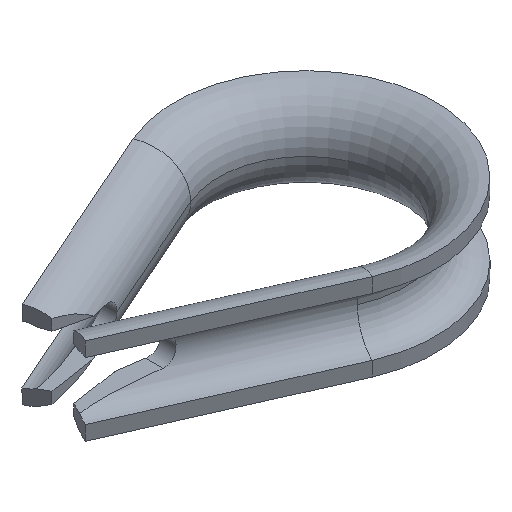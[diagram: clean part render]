
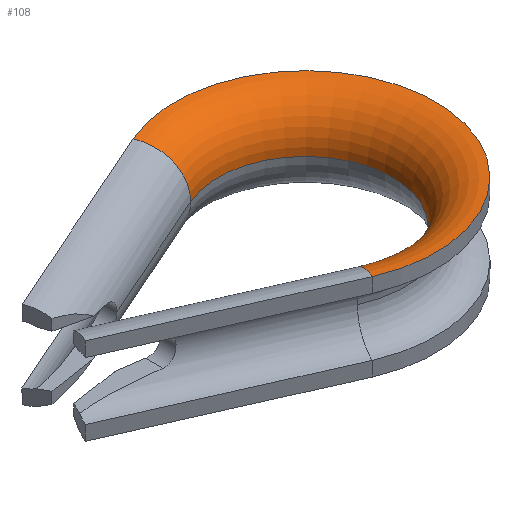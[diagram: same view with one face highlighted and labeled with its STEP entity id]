
A CAD part, isometric view. The second image highlights one B-rep face of the part: STEP entity #108.
In plain terms, the highlighted toroidal (fillet/blend) face has major radius 18 mm and minor radius 6 mm.
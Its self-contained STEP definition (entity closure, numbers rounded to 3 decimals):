
#7 = AXIS2_PLACEMENT_3D ( 'NONE', #13, #179, #575 ) ;
#13 = CARTESIAN_POINT ( 'NONE',  ( 0., 0., 0. ) ) ;
#21 = AXIS2_PLACEMENT_3D ( 'NONE', #978, #74, #805 ) ;
#42 = CARTESIAN_POINT ( 'NONE',  ( -4.84, 10.981, 0. ) ) ;
#57 = ORIENTED_EDGE ( 'NONE', *, *, #590, .T. ) ;
#74 = DIRECTION ( 'NONE',  ( 0., 0., -1. ) ) ;
#88 = EDGE_CURVE ( 'NONE', #206, #159, #858, .T. ) ;
#108 = ADVANCED_FACE ( 'NONE', ( #1016 ), #808, .T. ) ;
#139 = CARTESIAN_POINT ( 'NONE',  ( -7.26, 16.471, 6. ) ) ;
#159 = VERTEX_POINT ( 'NONE', #139 ) ;
#161 = CIRCLE ( 'NONE', #788, 6. ) ;
#179 = DIRECTION ( 'NONE',  ( 0., 0., -1. ) ) ;
#185 = AXIS2_PLACEMENT_3D ( 'NONE', #1029, #1025, #709 ) ;
#206 = VERTEX_POINT ( 'NONE', #42 ) ;
#225 = AXIS2_PLACEMENT_3D ( 'NONE', #515, #1005, #950 ) ;
#256 = CIRCLE ( 'NONE', #21, 18. ) ;
#324 = VERTEX_POINT ( 'NONE', #707 ) ;
#464 = EDGE_LOOP ( 'NONE', ( #896, #607, #57, #956 ) ) ;
#510 = EDGE_CURVE ( 'NONE', #159, #324, #256, .T. ) ;
#515 = CARTESIAN_POINT ( 'NONE',  ( -7.26, 16.471, 0. ) ) ;
#531 = EDGE_CURVE ( 'NONE', #206, #718, #991, .T. ) ;
#575 = DIRECTION ( 'NONE',  ( -1., 0., 0. ) ) ;
#590 = EDGE_CURVE ( 'NONE', #718, #324, #161, .T. ) ;
#607 = ORIENTED_EDGE ( 'NONE', *, *, #531, .T. ) ;
#707 = CARTESIAN_POINT ( 'NONE',  ( -7.26, -16.471, 6. ) ) ;
#709 = DIRECTION ( 'NONE',  ( -1., 0., 0. ) ) ;
#718 = VERTEX_POINT ( 'NONE', #939 ) ;
#756 = CARTESIAN_POINT ( 'NONE',  ( -7.26, -16.471, 0. ) ) ;
#788 = AXIS2_PLACEMENT_3D ( 'NONE', #756, #1006, #920 ) ;
#805 = DIRECTION ( 'NONE',  ( -1., 0., 0. ) ) ;
#808 = TOROIDAL_SURFACE ( 'NONE', #185, 18., 6. ) ;
#858 = CIRCLE ( 'NONE', #225, 6. ) ;
#896 = ORIENTED_EDGE ( 'NONE', *, *, #88, .F. ) ;
#920 = DIRECTION ( 'NONE',  ( 0., 0., 1. ) ) ;
#939 = CARTESIAN_POINT ( 'NONE',  ( -4.84, -10.981, 0. ) ) ;
#950 = DIRECTION ( 'NONE',  ( 0., 0., 1. ) ) ;
#956 = ORIENTED_EDGE ( 'NONE', *, *, #510, .F. ) ;
#978 = CARTESIAN_POINT ( 'NONE',  ( 0., 0., 6. ) ) ;
#991 = CIRCLE ( 'NONE', #7, 12. ) ;
#1005 = DIRECTION ( 'NONE',  ( -0.915, -0.403, 0. ) ) ;
#1006 = DIRECTION ( 'NONE',  ( 0.915, -0.403, 0. ) ) ;
#1016 = FACE_OUTER_BOUND ( 'NONE', #464, .T. ) ;
#1025 = DIRECTION ( 'NONE',  ( 0., 0., -1. ) ) ;
#1029 = CARTESIAN_POINT ( 'NONE',  ( 0., 0., 0. ) ) ;
